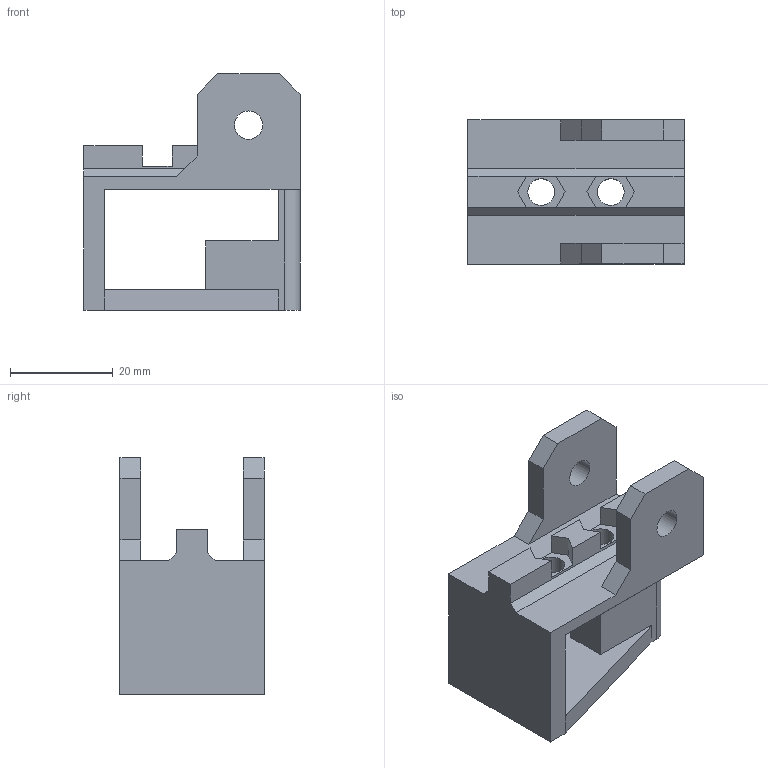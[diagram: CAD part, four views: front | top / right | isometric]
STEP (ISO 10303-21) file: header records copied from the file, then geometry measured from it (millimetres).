
FILE_DESCRIPTION(/* description */ (''),/* implementation_level */ '2;1');
FILE_NAME(/* name */ 'Idler X Bracket H.step',/* time_stamp */ '2018-04-30T15:22:56+02:00',/* author */ (''),/* organization */ (''),/* preprocessor_version */ 'ST-DEVELOPER v17',/* originating_system */ 'Autodesk Translation Framework v7.1.0.215',/* authorisation */ '');
FILE_SCHEMA (('AUTOMOTIVE_DESIGN { 1 0 10303 214 3 1 1 }'));
Length unit declared in the file: millimetre
Products named in the file (1): Idler X Bracket H
Bounding box: 42 x 28 x 46 mm (x, y, z)
Volume: 13471.5 mm3; surface area: 9020 mm2
Topology: 1 solids, 1 shells, 54 faces, 163 edges, 109 vertices
Faces by surface type: plane 46, cylinder 8
Full cylindrical faces by diameter (mm): 5.2 x4, 5.5 x2
Entity records: 1875 total; most frequent: CARTESIAN_POINT 327, ORIENTED_EDGE 326, DIRECTION 292, EDGE_CURVE 163, LINE 144, VECTOR 144, VERTEX_POINT 109, AXIS2_PLACEMENT_3D 74
